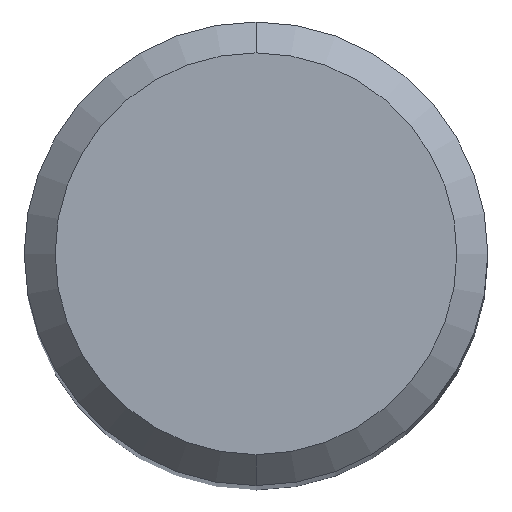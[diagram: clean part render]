
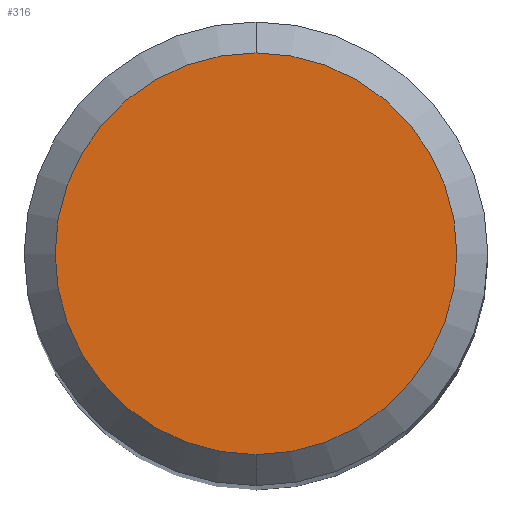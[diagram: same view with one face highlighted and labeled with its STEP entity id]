
A CAD part, top view. The second image highlights one B-rep face of the part: STEP entity #316.
In plain terms, the highlighted planar face has unit normal (0, 0, 1).
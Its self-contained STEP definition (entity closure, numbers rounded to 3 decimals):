
#172=EDGE_CURVE('',#252,#412,#466,.T.);
#252=VERTEX_POINT('',#555);
#316=ADVANCED_FACE('',(#627),#628,.T.);
#388=EDGE_CURVE('',#412,#252,#705,.T.);
#412=VERTEX_POINT('',#730);
#466=CIRCLE('',#781,2.6);
#555=CARTESIAN_POINT('',(0.,-2.6,0.0));
#627=FACE_OUTER_BOUND('',#1095,.T.);
#628=PLANE('',#1096);
#705=CIRCLE('',#1253,2.6);
#730=CARTESIAN_POINT('',(0.0,2.6,0.0));
#781=AXIS2_PLACEMENT_3D('',#1394,#1395,#1396);
#1095=EDGE_LOOP('',(#1593,#1594));
#1096=AXIS2_PLACEMENT_3D('',#1595,#1596,#1597);
#1253=AXIS2_PLACEMENT_3D('',#1676,#1677,#1678);
#1394=CARTESIAN_POINT('',(0.0,0.0,0.0));
#1395=DIRECTION('',(0.0,0.0,-1.0));
#1396=DIRECTION('',(0.0,1.0,0.0));
#1593=ORIENTED_EDGE('',*,*,#388,.F.);
#1594=ORIENTED_EDGE('',*,*,#172,.F.);
#1595=CARTESIAN_POINT('',(0.0,1.3,0.0));
#1596=DIRECTION('',(-0.0,0.0,1.0));
#1597=DIRECTION('',(0.0,-1.0,0.0));
#1676=CARTESIAN_POINT('',(0.0,0.0,0.0));
#1677=DIRECTION('',(0.0,0.0,-1.0));
#1678=DIRECTION('',(0.0,1.0,0.0));
